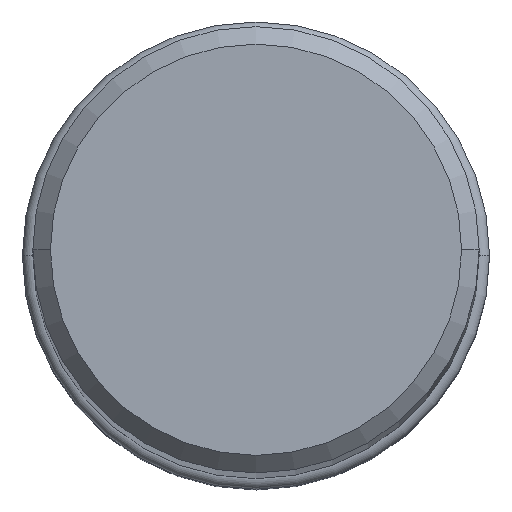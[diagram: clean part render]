
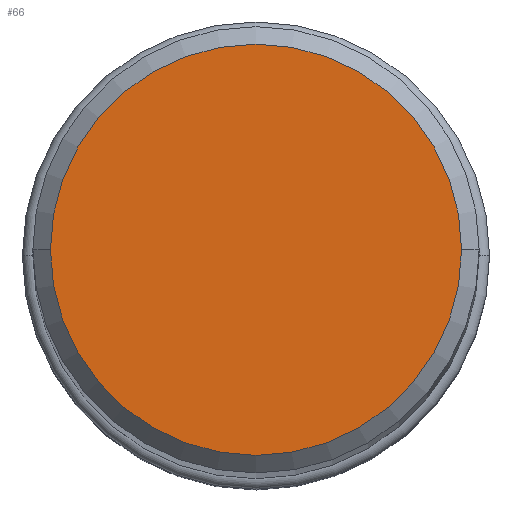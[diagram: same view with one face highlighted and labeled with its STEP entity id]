
A CAD part, top view. The second image highlights one B-rep face of the part: STEP entity #66.
In plain terms, the highlighted planar face has unit normal (0, 0, 1).
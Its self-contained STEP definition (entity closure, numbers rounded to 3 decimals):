
#43=PLANE('',#481);
#66=ADVANCED_FACE('',(#93),#43,.F.);
#93=FACE_OUTER_BOUND('',#114,.T.);
#114=EDGE_LOOP('',(#158,#159));
#158=ORIENTED_EDGE('',*,*,#257,.F.);
#159=ORIENTED_EDGE('',*,*,#258,.F.);
#223=VERTEX_POINT('',#714);
#224=VERTEX_POINT('',#715);
#257=EDGE_CURVE('',#223,#224,#299,.T.);
#258=EDGE_CURVE('',#224,#223,#300,.T.);
#299=CIRCLE('',#479,11.7);
#300=CIRCLE('',#480,11.7);
#479=AXIS2_PLACEMENT_3D('',#713,#587,#588);
#480=AXIS2_PLACEMENT_3D('',#716,#589,#590);
#481=AXIS2_PLACEMENT_3D('',#717,#591,#592);
#587=DIRECTION('',(0.,0.,-1.));
#588=DIRECTION('',(1.,0.,0.));
#589=DIRECTION('',(0.,0.,-1.));
#590=DIRECTION('',(-1.,0.,0.));
#591=DIRECTION('',(0.,0.,-1.));
#592=DIRECTION('',(1.,0.,0.));
#713=CARTESIAN_POINT('',(0.,0.,0.));
#714=CARTESIAN_POINT('',(11.7,0.,0.));
#715=CARTESIAN_POINT('',(-11.7,0.,0.));
#716=CARTESIAN_POINT('',(0.,0.,0.));
#717=CARTESIAN_POINT('',(0.,0.,0.));
